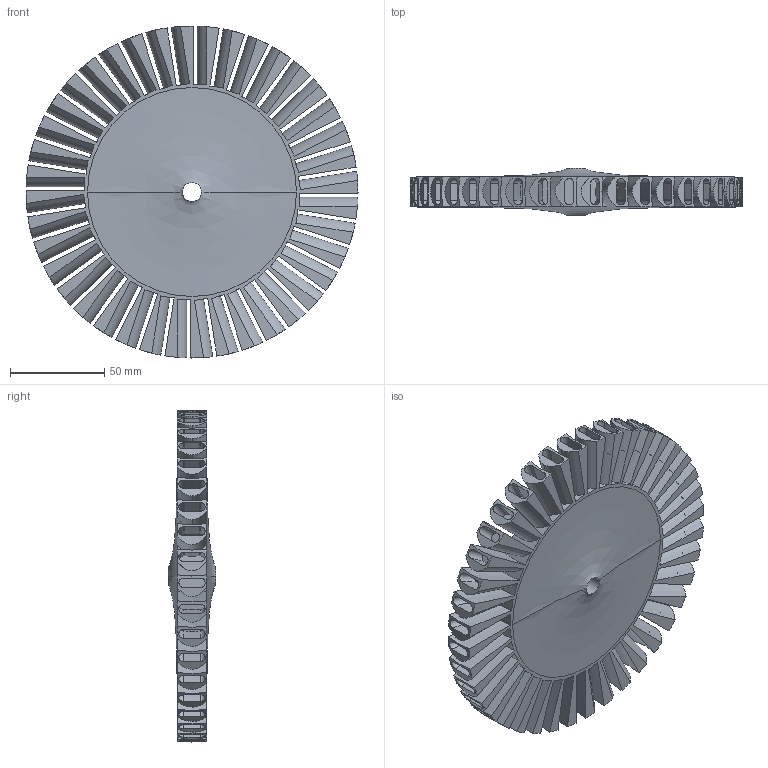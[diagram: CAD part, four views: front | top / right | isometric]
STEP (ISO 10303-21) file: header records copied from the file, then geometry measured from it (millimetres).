
FILE_DESCRIPTION (( 'STEP AP214' ), '1' );
FILE_NAME ('[TP] [Turb] Rotor48.STEP', '2024-05-08T10:07:17', ( '' ), ( '' ), 'SwSTEP 2.0', 'SolidWorks 2023', '' );
FILE_SCHEMA (( 'AUTOMOTIVE_DESIGN' ));
Length unit declared in the file: inch
Products named in the file (1): [TP] [Turb] Rotor48
Bounding box: 176.53 x 25.4 x 176.53 mm (x, y, z)
Volume: 280323.9 mm3; surface area: 101469.8 mm2
Topology: 1 solids, 1 shells, 488 faces, 1412 edges, 966 vertices
Faces by surface type: cylinder 322, bspline 84, plane 82
Entity records: 19897 total; most frequent: CARTESIAN_POINT 7901, ORIENTED_EDGE 2824, DIRECTION 2148, EDGE_CURVE 1412, VERTEX_POINT 966, AXIS2_PLACEMENT_3D 813, EDGE_LOOP 530, VECTOR 522
